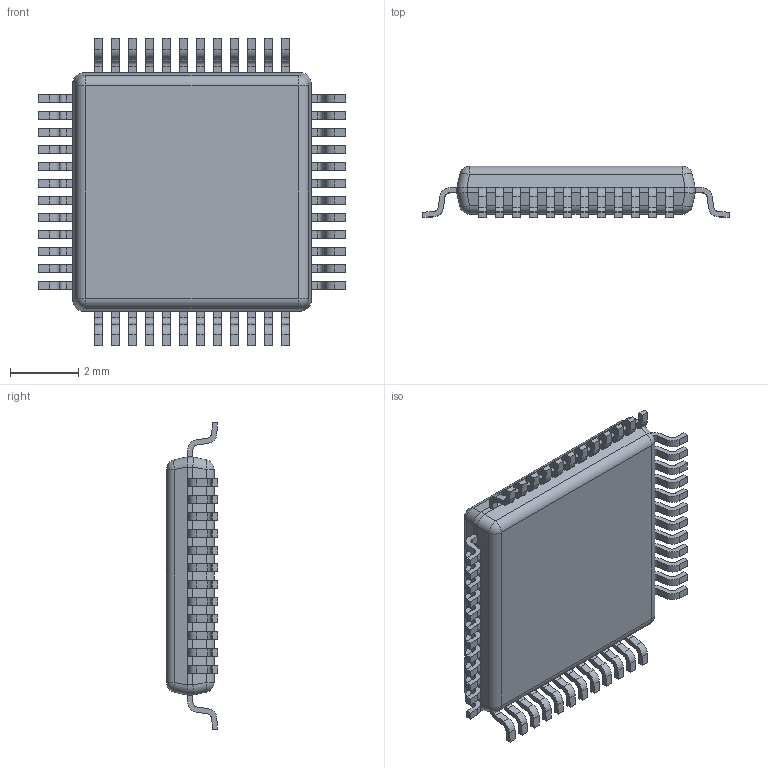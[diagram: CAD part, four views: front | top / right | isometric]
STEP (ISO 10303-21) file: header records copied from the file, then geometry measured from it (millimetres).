
FILE_DESCRIPTION (( 'STEP AP214' ), '1' );
FILE_NAME ('LFQP-48.step', '2020-12-07T12:10:42+00:00', 'Stefan Hamminga', '', '', '', '');
FILE_SCHEMA (( 'AUTOMOTIVE_DESIGN' ));
Length unit declared in the file: millimetre
Products named in the file (1): LFQP-48
Bounding box: 9.02 x 1.5 x 9.02 mm (x, y, z)
Volume: 67.9 mm3; surface area: 180.7 mm2
Topology: 49 solids, 49 shells, 716 faces, 1838 edges, 1211 vertices
Faces by surface type: plane 494, cylinder 212, sphere 8, bspline 2
Entity records: 22530 total; most frequent: CARTESIAN_POINT 3864, ORIENTED_EDGE 3656, DIRECTION 3642, EDGE_CURVE 1828, LINE 1392, VECTOR 1392, VERTEX_POINT 1211, AXIS2_PLACEMENT_3D 1125
